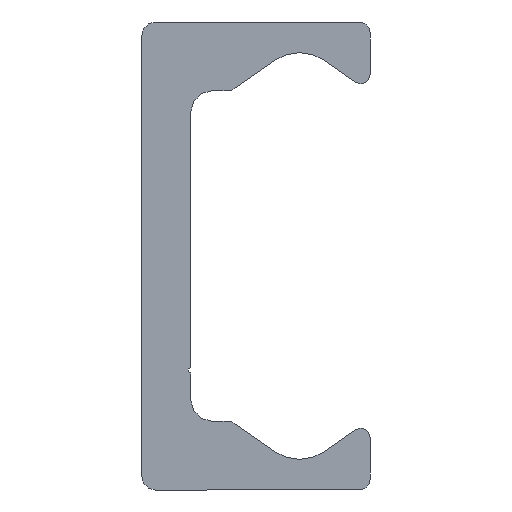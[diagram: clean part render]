
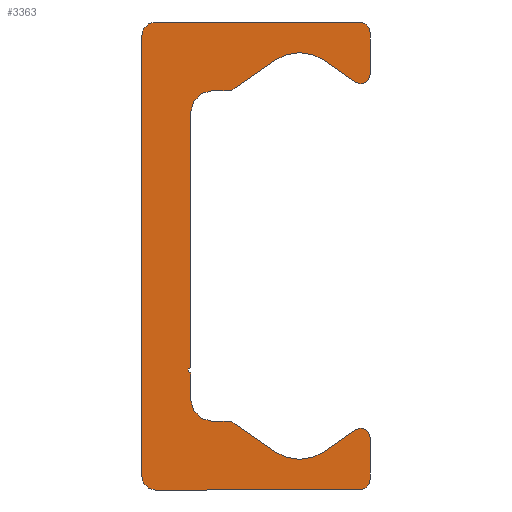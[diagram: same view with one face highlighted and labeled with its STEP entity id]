
A CAD part, left-side view. The second image highlights one B-rep face of the part: STEP entity #3363.
In plain terms, the highlighted planar face has unit normal (-1, 0, 0).
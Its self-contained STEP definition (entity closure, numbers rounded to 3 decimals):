
#2244=CARTESIAN_POINT('',(0.0,9.25,-21.5));
#2245=VERTEX_POINT('',#2244);
#2252=CARTESIAN_POINT('',(0.0,10.5,-20.25));
#2253=VERTEX_POINT('',#2252);
#2254=CARTESIAN_POINT('',(0.0,9.25,-20.25));
#2255=DIRECTION('',(1.0,0.0,0.0));
#2256=DIRECTION('',(0.0,0.0,-1.0));
#2257=AXIS2_PLACEMENT_3D('',#2254,#2255,#2256);
#2258=CIRCLE('',#2257,1.25);
#2259=EDGE_CURVE('',#2245,#2253,#2258,.T.);
#2283=CARTESIAN_POINT('',(0.0,-9.5,-21.5));
#2284=VERTEX_POINT('',#2283);
#2291=CARTESIAN_POINT('',(0.0,-9.5,-21.5));
#2292=DIRECTION('',(0.0,1.0,0.0));
#2293=VECTOR('',#2292,18.75);
#2294=LINE('',#2291,#2293);
#2295=EDGE_CURVE('',#2284,#2245,#2294,.T.);
#2315=CARTESIAN_POINT('',(0.0,-10.5,-20.5));
#2316=VERTEX_POINT('',#2315);
#2323=CARTESIAN_POINT('',(0.0,-9.5,-20.5));
#2324=DIRECTION('',(1.0,0.0,0.0));
#2325=DIRECTION('',(0.0,-1.0,0.0));
#2326=AXIS2_PLACEMENT_3D('',#2323,#2324,#2325);
#2327=CIRCLE('',#2326,1.0);
#2328=EDGE_CURVE('',#2316,#2284,#2327,.T.);
#2347=CARTESIAN_POINT('',(0.0,-10.5,-16.65));
#2348=VERTEX_POINT('',#2347);
#2355=CARTESIAN_POINT('',(0.0,-10.5,-16.65));
#2356=DIRECTION('',(0.0,0.0,-1.0));
#2357=VECTOR('',#2356,3.85);
#2358=LINE('',#2355,#2357);
#2359=EDGE_CURVE('',#2348,#2316,#2358,.T.);
#2379=CARTESIAN_POINT('',(0.0,-9.162,-15.954));
#2380=VERTEX_POINT('',#2379);
#2387=CARTESIAN_POINT('',(0.0,-9.65,-16.65));
#2388=DIRECTION('',(1.0,0.0,0.0));
#2389=DIRECTION('',(0.0,0.574,0.819));
#2390=AXIS2_PLACEMENT_3D('',#2387,#2388,#2389);
#2391=CIRCLE('',#2390,0.85);
#2392=EDGE_CURVE('',#2380,#2348,#2391,.T.);
#2411=CARTESIAN_POINT('',(0.0,-6.294,-17.962));
#2412=VERTEX_POINT('',#2411);
#2419=CARTESIAN_POINT('',(0.0,-6.294,-17.962));
#2420=DIRECTION('',(0.0,-0.819,0.574));
#2421=VECTOR('',#2420,3.501);
#2422=LINE('',#2419,#2421);
#2423=EDGE_CURVE('',#2412,#2380,#2422,.T.);
#2443=CARTESIAN_POINT('',(0.0,-1.706,-17.962));
#2444=VERTEX_POINT('',#2443);
#2451=CARTESIAN_POINT('',(0.0,-4.,-14.685));
#2452=DIRECTION('',(-1.0,0.0,0.0));
#2453=DIRECTION('',(0.0,0.574,0.819));
#2454=AXIS2_PLACEMENT_3D('',#2451,#2452,#2453);
#2455=CIRCLE('',#2454,4.0);
#2456=EDGE_CURVE('',#2444,#2412,#2455,.T.);
#2475=CARTESIAN_POINT('',(0.0,1.981,-15.381));
#2476=VERTEX_POINT('',#2475);
#2483=CARTESIAN_POINT('',(0.0,1.981,-15.381));
#2484=DIRECTION('',(0.0,-0.819,-0.574));
#2485=VECTOR('',#2484,4.5);
#2486=LINE('',#2483,#2485);
#2487=EDGE_CURVE('',#2476,#2444,#2486,.T.);
#2507=CARTESIAN_POINT('',(0.0,2.554,-15.2));
#2508=VERTEX_POINT('',#2507);
#2515=CARTESIAN_POINT('',(0.0,2.554,-16.2));
#2516=DIRECTION('',(1.0,0.0,0.0));
#2517=DIRECTION('',(0.0,0.0,1.0));
#2518=AXIS2_PLACEMENT_3D('',#2515,#2516,#2517);
#2519=CIRCLE('',#2518,1.);
#2520=EDGE_CURVE('',#2508,#2476,#2519,.T.);
#2539=CARTESIAN_POINT('',(0.0,4.0,-15.2));
#2540=VERTEX_POINT('',#2539);
#2547=CARTESIAN_POINT('',(0.0,4.0,-15.2));
#2548=DIRECTION('',(0.0,-1.0,0.0));
#2549=VECTOR('',#2548,1.446);
#2550=LINE('',#2547,#2549);
#2551=EDGE_CURVE('',#2540,#2508,#2550,.T.);
#2571=CARTESIAN_POINT('',(0.0,6.,-13.2));
#2572=VERTEX_POINT('',#2571);
#2579=CARTESIAN_POINT('',(0.0,4.,-13.2));
#2580=DIRECTION('',(-1.0,0.0,0.0));
#2581=DIRECTION('',(0.0,0.0,1.0));
#2582=AXIS2_PLACEMENT_3D('',#2579,#2580,#2581);
#2583=CIRCLE('',#2582,2.0);
#2584=EDGE_CURVE('',#2572,#2540,#2583,.T.);
#2603=CARTESIAN_POINT('',(0.0,6.,-10.75));
#2604=VERTEX_POINT('',#2603);
#2611=CARTESIAN_POINT('',(0.0,6.,-10.75));
#2612=DIRECTION('',(0.0,0.0,-1.0));
#2613=VECTOR('',#2612,2.45);
#2614=LINE('',#2611,#2613);
#2615=EDGE_CURVE('',#2604,#2572,#2614,.T.);
#2635=CARTESIAN_POINT('',(0.0,6.,-10.25));
#2636=VERTEX_POINT('',#2635);
#2643=CARTESIAN_POINT('',(0.0,6.,-10.5));
#2644=DIRECTION('',(-1.0,0.0,0.0));
#2645=DIRECTION('',(0.0,0.0,1.0));
#2646=AXIS2_PLACEMENT_3D('',#2643,#2644,#2645);
#2647=CIRCLE('',#2646,0.25);
#2648=EDGE_CURVE('',#2636,#2604,#2647,.T.);
#2667=CARTESIAN_POINT('',(0.0,6.,13.2));
#2668=VERTEX_POINT('',#2667);
#2675=CARTESIAN_POINT('',(0.0,6.,13.2));
#2676=DIRECTION('',(0.0,0.0,-1.0));
#2677=VECTOR('',#2676,23.45);
#2678=LINE('',#2675,#2677);
#2679=EDGE_CURVE('',#2668,#2636,#2678,.T.);
#2834=CARTESIAN_POINT('',(0.0,4.0,15.2));
#2835=VERTEX_POINT('',#2834);
#2842=CARTESIAN_POINT('',(0.0,4.,13.2));
#2843=DIRECTION('',(-1.0,0.0,0.0));
#2844=DIRECTION('',(0.0,-1.0,0.0));
#2845=AXIS2_PLACEMENT_3D('',#2842,#2843,#2844);
#2846=CIRCLE('',#2845,2.0);
#2847=EDGE_CURVE('',#2835,#2668,#2846,.T.);
#2866=CARTESIAN_POINT('',(0.0,2.554,15.2));
#2867=VERTEX_POINT('',#2866);
#2874=CARTESIAN_POINT('',(0.0,2.554,15.2));
#2875=DIRECTION('',(0.0,1.0,0.0));
#2876=VECTOR('',#2875,1.446);
#2877=LINE('',#2874,#2876);
#2878=EDGE_CURVE('',#2867,#2835,#2877,.T.);
#2898=CARTESIAN_POINT('',(0.0,1.981,15.381));
#2899=VERTEX_POINT('',#2898);
#2906=CARTESIAN_POINT('',(0.0,2.554,16.2));
#2907=DIRECTION('',(1.0,0.0,0.0));
#2908=DIRECTION('',(0.0,-0.574,-0.819));
#2909=AXIS2_PLACEMENT_3D('',#2906,#2907,#2908);
#2910=CIRCLE('',#2909,1.);
#2911=EDGE_CURVE('',#2899,#2867,#2910,.T.);
#2930=CARTESIAN_POINT('',(0.0,-1.706,17.962));
#2931=VERTEX_POINT('',#2930);
#2938=CARTESIAN_POINT('',(0.0,-1.706,17.962));
#2939=DIRECTION('',(0.0,0.819,-0.574));
#2940=VECTOR('',#2939,4.5);
#2941=LINE('',#2938,#2940);
#2942=EDGE_CURVE('',#2931,#2899,#2941,.T.);
#2962=CARTESIAN_POINT('',(0.0,-6.294,17.962));
#2963=VERTEX_POINT('',#2962);
#2970=CARTESIAN_POINT('',(0.0,-4.,14.685));
#2971=DIRECTION('',(-1.0,0.0,0.0));
#2972=DIRECTION('',(0.0,-0.574,-0.819));
#2973=AXIS2_PLACEMENT_3D('',#2970,#2971,#2972);
#2974=CIRCLE('',#2973,4.0);
#2975=EDGE_CURVE('',#2963,#2931,#2974,.T.);
#2994=CARTESIAN_POINT('',(0.0,-9.162,15.954));
#2995=VERTEX_POINT('',#2994);
#3002=CARTESIAN_POINT('',(0.0,-9.162,15.954));
#3003=DIRECTION('',(0.0,0.819,0.574));
#3004=VECTOR('',#3003,3.501);
#3005=LINE('',#3002,#3004);
#3006=EDGE_CURVE('',#2995,#2963,#3005,.T.);
#3026=CARTESIAN_POINT('',(0.0,-10.5,16.65));
#3027=VERTEX_POINT('',#3026);
#3034=CARTESIAN_POINT('',(0.0,-9.65,16.65));
#3035=DIRECTION('',(1.0,0.0,0.0));
#3036=DIRECTION('',(0.0,-1.0,0.0));
#3037=AXIS2_PLACEMENT_3D('',#3034,#3035,#3036);
#3038=CIRCLE('',#3037,0.85);
#3039=EDGE_CURVE('',#3027,#2995,#3038,.T.);
#3058=CARTESIAN_POINT('',(0.0,-10.5,20.5));
#3059=VERTEX_POINT('',#3058);
#3066=CARTESIAN_POINT('',(0.0,-10.5,20.5));
#3067=DIRECTION('',(0.0,0.0,-1.0));
#3068=VECTOR('',#3067,3.85);
#3069=LINE('',#3066,#3068);
#3070=EDGE_CURVE('',#3059,#3027,#3069,.T.);
#3090=CARTESIAN_POINT('',(0.0,-9.5,21.5));
#3091=VERTEX_POINT('',#3090);
#3098=CARTESIAN_POINT('',(0.0,-9.5,20.5));
#3099=DIRECTION('',(1.0,0.0,0.0));
#3100=DIRECTION('',(0.0,0.0,1.0));
#3101=AXIS2_PLACEMENT_3D('',#3098,#3099,#3100);
#3102=CIRCLE('',#3101,1.0);
#3103=EDGE_CURVE('',#3091,#3059,#3102,.T.);
#3122=CARTESIAN_POINT('',(0.0,9.25,21.5));
#3123=VERTEX_POINT('',#3122);
#3130=CARTESIAN_POINT('',(0.0,9.25,21.5));
#3131=DIRECTION('',(0.0,-1.0,0.0));
#3132=VECTOR('',#3131,18.75);
#3133=LINE('',#3130,#3132);
#3134=EDGE_CURVE('',#3123,#3091,#3133,.T.);
#3154=CARTESIAN_POINT('',(0.0,10.5,20.25));
#3155=VERTEX_POINT('',#3154);
#3162=CARTESIAN_POINT('',(0.0,9.25,20.25));
#3163=DIRECTION('',(1.0,0.0,0.0));
#3164=DIRECTION('',(0.0,1.0,0.0));
#3165=AXIS2_PLACEMENT_3D('',#3162,#3163,#3164);
#3166=CIRCLE('',#3165,1.25);
#3167=EDGE_CURVE('',#3155,#3123,#3166,.T.);
#3185=CARTESIAN_POINT('',(0.0,10.5,-20.25));
#3186=DIRECTION('',(0.0,0.0,1.0));
#3187=VECTOR('',#3186,40.5);
#3188=LINE('',#3185,#3187);
#3189=EDGE_CURVE('',#2253,#3155,#3188,.T.);
#3330=CARTESIAN_POINT('',(0.0,2.66,-0.019));
#3331=DIRECTION('',(1.0,0.0,0.0));
#3332=DIRECTION('',(0.0,0.0,-1.0));
#3333=AXIS2_PLACEMENT_3D('',#3330,#3331,#3332);
#3334=PLANE('',#3333);
#3335=ORIENTED_EDGE('',*,*,#3189,.F.);
#3336=ORIENTED_EDGE('',*,*,#2259,.F.);
#3337=ORIENTED_EDGE('',*,*,#2295,.F.);
#3338=ORIENTED_EDGE('',*,*,#2328,.F.);
#3339=ORIENTED_EDGE('',*,*,#2359,.F.);
#3340=ORIENTED_EDGE('',*,*,#2392,.F.);
#3341=ORIENTED_EDGE('',*,*,#2423,.F.);
#3342=ORIENTED_EDGE('',*,*,#2456,.F.);
#3343=ORIENTED_EDGE('',*,*,#2487,.F.);
#3344=ORIENTED_EDGE('',*,*,#2520,.F.);
#3345=ORIENTED_EDGE('',*,*,#2551,.F.);
#3346=ORIENTED_EDGE('',*,*,#2584,.F.);
#3347=ORIENTED_EDGE('',*,*,#2615,.F.);
#3348=ORIENTED_EDGE('',*,*,#2648,.F.);
#3349=ORIENTED_EDGE('',*,*,#2679,.F.);
#3350=ORIENTED_EDGE('',*,*,#2847,.F.);
#3351=ORIENTED_EDGE('',*,*,#2878,.F.);
#3352=ORIENTED_EDGE('',*,*,#2911,.F.);
#3353=ORIENTED_EDGE('',*,*,#2942,.F.);
#3354=ORIENTED_EDGE('',*,*,#2975,.F.);
#3355=ORIENTED_EDGE('',*,*,#3006,.F.);
#3356=ORIENTED_EDGE('',*,*,#3039,.F.);
#3357=ORIENTED_EDGE('',*,*,#3070,.F.);
#3358=ORIENTED_EDGE('',*,*,#3103,.F.);
#3359=ORIENTED_EDGE('',*,*,#3134,.F.);
#3360=ORIENTED_EDGE('',*,*,#3167,.F.);
#3361=EDGE_LOOP('',(#3335,#3336,#3337,#3338,#3339,#3340,#3341,#3342,#3343,#3344,#3345,#3346,#3347,#3348,#3349,#3350,#3351,#3352,#3353,#3354,#3355,#3356,#3357,#3358,#3359,#3360));
#3362=FACE_OUTER_BOUND('',#3361,.T.);
#3363=ADVANCED_FACE('',(#3362),#3334,.F.);
